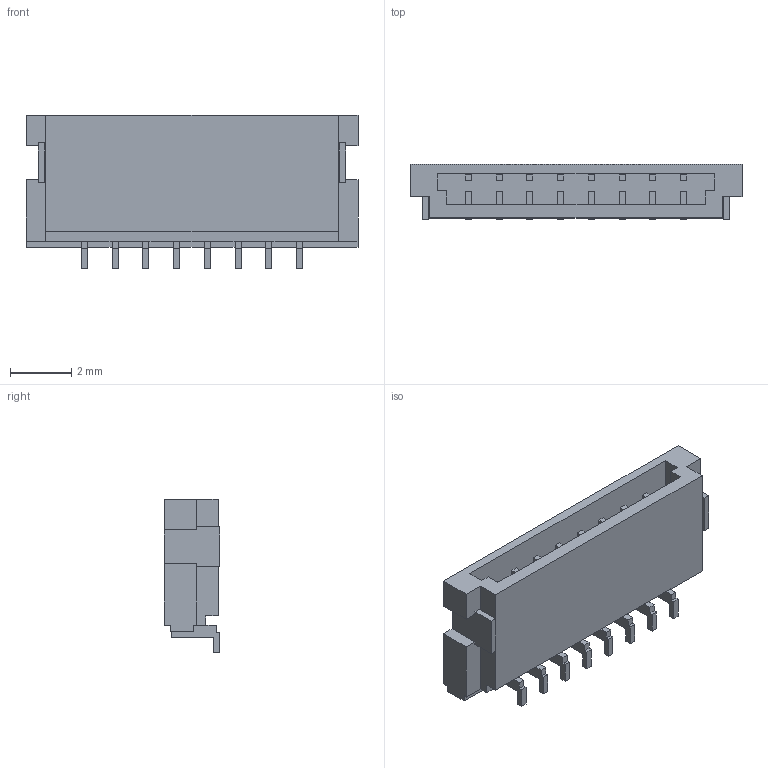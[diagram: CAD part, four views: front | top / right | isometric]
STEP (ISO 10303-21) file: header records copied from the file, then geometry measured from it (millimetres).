
FILE_DESCRIPTION (( 'STEP AP214' ), '1' );
FILE_NAME ('SM08B-SHLS-TF(修正).STEP', '2022-02-10T06:58:15', ( '' ), ( '' ), 'SwSTEP 2.0', 'SolidWorks 2012', '' );
FILE_SCHEMA (( 'AUTOMOTIVE_DESIGN' ));
Length unit declared in the file: millimetre
Products named in the file (1): SM08B-SHLS-TF(修正)
Bounding box: 10.8 x 1.8 x 5 mm (x, y, z)
Volume: 52.3 mm3; surface area: 243.7 mm2
Topology: 1 solids, 1 shells, 209 faces, 578 edges, 380 vertices
Faces by surface type: plane 209
Entity records: 8738 total; most frequent: CARTESIAN_POINT 1168, ORIENTED_EDGE 1156, DIRECTION 998, VECTOR 578, LINE 578, EDGE_CURVE 578, VERTEX_POINT 380, EDGE_LOOP 218
